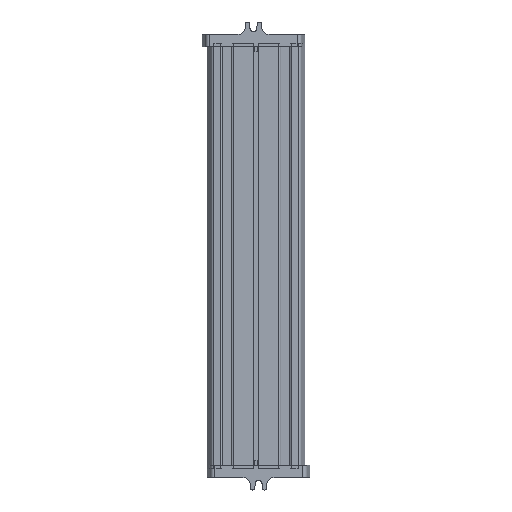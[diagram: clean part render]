
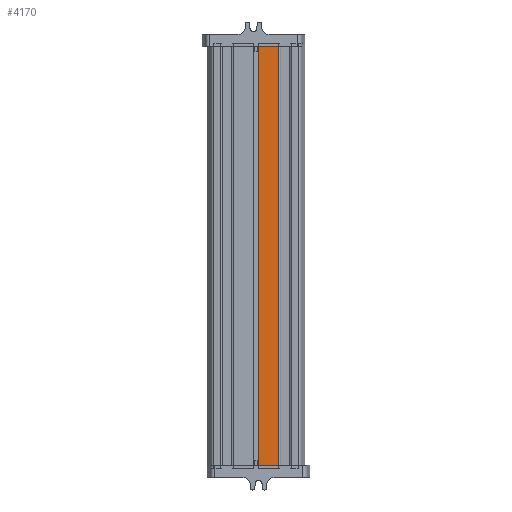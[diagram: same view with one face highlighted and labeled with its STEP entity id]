
A CAD part, front view. The second image highlights one B-rep face of the part: STEP entity #4170.
In plain terms, the highlighted planar face has unit normal (0, -1, 0).
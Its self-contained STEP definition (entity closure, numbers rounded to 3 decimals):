
#239 = VECTOR ( 'NONE', #1159, 1000. ) ;
#433 = EDGE_CURVE ( 'NONE', #6027, #5367, #1344, .T. ) ;
#440 = FACE_OUTER_BOUND ( 'NONE', #5201, .T. ) ;
#530 = CARTESIAN_POINT ( 'NONE',  ( 1.25, -15.55, -171. ) ) ;
#642 = EDGE_CURVE ( 'NONE', #5088, #6395, #6015, .T. ) ;
#699 = CARTESIAN_POINT ( 'NONE',  ( 1.25, -15.55, 29. ) ) ;
#1159 = DIRECTION ( 'NONE',  ( 1., 0., 0. ) ) ;
#1212 = DIRECTION ( 'NONE',  ( 0., -1., 0. ) ) ;
#1344 = LINE ( 'NONE', #3410, #8538 ) ;
#2586 = ORIENTED_EDGE ( 'NONE', *, *, #642, .F. ) ;
#3123 = CARTESIAN_POINT ( 'NONE',  ( 10.8, -15.55, 29. ) ) ;
#3139 = CARTESIAN_POINT ( 'NONE',  ( 10.8, -15.55, -171. ) ) ;
#3140 = PLANE ( 'NONE',  #4567 ) ;
#3410 = CARTESIAN_POINT ( 'NONE',  ( 10.8, -15.55, -171. ) ) ;
#3617 = DIRECTION ( 'NONE',  ( 0., 0., 1. ) ) ;
#4070 = EDGE_CURVE ( 'NONE', #5088, #6027, #7549, .T. ) ;
#4170 = ADVANCED_FACE ( 'NONE', ( #440 ), #3140, .T. ) ;
#4184 = CARTESIAN_POINT ( 'NONE',  ( 1.25, -15.55, 29. ) ) ;
#4204 = CARTESIAN_POINT ( 'NONE',  ( 1.25, -15.55, -171. ) ) ;
#4567 = AXIS2_PLACEMENT_3D ( 'NONE', #530, #1212, #7760 ) ;
#4675 = DIRECTION ( 'NONE',  ( 1., 0., 0. ) ) ;
#4826 = EDGE_CURVE ( 'NONE', #6395, #5367, #5139, .T. ) ;
#5088 = VERTEX_POINT ( 'NONE', #4204 ) ;
#5139 = LINE ( 'NONE', #699, #7208 ) ;
#5201 = EDGE_LOOP ( 'NONE', ( #6425, #2586, #7265, #7579 ) ) ;
#5367 = VERTEX_POINT ( 'NONE', #3123 ) ;
#5575 = CARTESIAN_POINT ( 'NONE',  ( 1.25, -15.55, -171. ) ) ;
#6015 = LINE ( 'NONE', #5575, #8277 ) ;
#6027 = VERTEX_POINT ( 'NONE', #3139 ) ;
#6395 = VERTEX_POINT ( 'NONE', #4184 ) ;
#6425 = ORIENTED_EDGE ( 'NONE', *, *, #4826, .F. ) ;
#7208 = VECTOR ( 'NONE', #4675, 1000. ) ;
#7265 = ORIENTED_EDGE ( 'NONE', *, *, #4070, .T. ) ;
#7549 = LINE ( 'NONE', #8273, #239 ) ;
#7579 = ORIENTED_EDGE ( 'NONE', *, *, #433, .T. ) ;
#7760 = DIRECTION ( 'NONE',  ( 0., 0., -1. ) ) ;
#8028 = DIRECTION ( 'NONE',  ( 0., 0., 1. ) ) ;
#8273 = CARTESIAN_POINT ( 'NONE',  ( 1.25, -15.55, -171. ) ) ;
#8277 = VECTOR ( 'NONE', #3617, 1000. ) ;
#8538 = VECTOR ( 'NONE', #8028, 1000. ) ;
